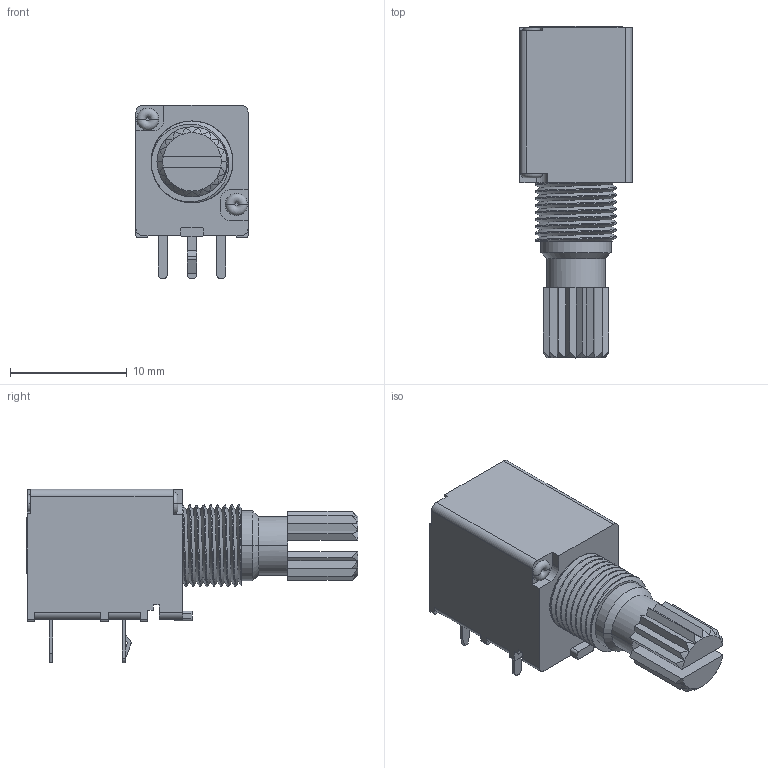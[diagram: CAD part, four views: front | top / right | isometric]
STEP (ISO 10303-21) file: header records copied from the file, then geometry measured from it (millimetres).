
FILE_DESCRIPTION(('FreeCAD Model'),'2;1');
FILE_NAME('PTR901-2X15K-XXXX.step','2018-01-30T14:30:27',( 'kicad StepUp'),('ksu MCAD'),'Open CASCADE STEP processor 6.9', 'FreeCAD','Unknown');
FILE_SCHEMA(('AUTOMOTIVE_DESIGN { 1 0 10303 214 1 1 1 1 }'));
Length unit declared in the file: millimetre
Products named in the file (2): ASSEMBLY; PTR901-2X15K-XXXX
Assembly tree (1 placements, depth 2):
  ASSEMBLY
    PTR901-2X15K-XXXX
Bounding box: 9.6 x 28.4 x 14.85 mm (x, y, z)
Volume: 1780.3 mm3; surface area: 1297.7 mm2
Topology: 1 solids, 3 shells, 210 faces, 580 edges, 385 vertices
Faces by surface type: plane 129, cylinder 62, torus 8, bspline 6, cone 4, extrusion 1
Entity records: 8824 total; most frequent: CARTESIAN_POINT 3466, ORIENTED_EDGE 1160, DIRECTION 1038, EDGE_CURVE 580, VERTEX_POINT 385, VECTOR 372, LINE 371, AXIS2_PLACEMENT_3D 333
